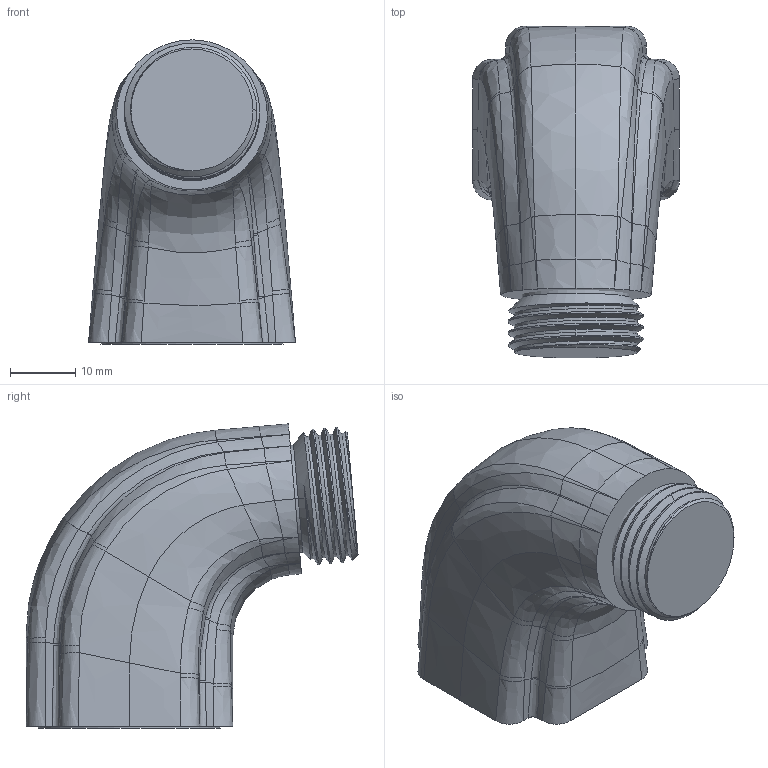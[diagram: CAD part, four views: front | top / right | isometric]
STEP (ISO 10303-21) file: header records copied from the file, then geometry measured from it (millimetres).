
FILE_DESCRIPTION((''),'2;1');
FILE_NAME('285-4_WEB','2011-07-13T',('pnmurthy'),(''),'PRO/ENGINEER BY PARAMETRIC TECHNOLOGY CORPORATION, 2009300','PRO/ENGINEER BY PARAMETRIC TECHNOLOGY CORPORATION, 2009300','');
FILE_SCHEMA(('CONFIG_CONTROL_DESIGN'));
Length unit declared in the file: inch
Products named in the file (1): 285-4_WEB
Bounding box: 31.75 x 50.95 x 46.69 mm (x, y, z)
Surface area: 8160.1 mm2 (no closed solid volume)
Topology: 0 solids, 4 shells, 198 faces, 469 edges, 272 vertices
Faces by surface type: bspline 179, cylinder 10, plane 5, cone 4
Entity records: 11668 total; most frequent: CARTESIAN_POINT 8356, ORIENTED_EDGE 916, EDGE_CURVE 469, B_SPLINE_CURVE_WITH_KNOTS 327, DIRECTION 282, VERTEX_POINT 272, EDGE_LOOP 198, FACE_OUTER_BOUND 198
